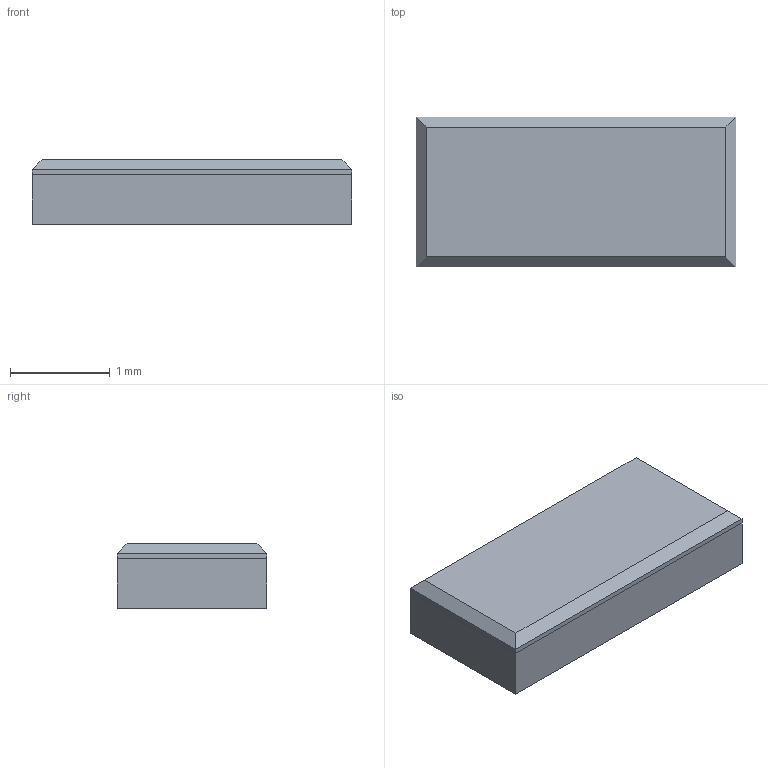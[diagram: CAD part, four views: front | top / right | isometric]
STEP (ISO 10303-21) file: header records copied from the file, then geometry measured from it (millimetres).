
FILE_DESCRIPTION(('FreeCAD Model'),'2;1');
FILE_NAME('Open CASCADE Shape Model','2021-06-03T08:53:25',('Author'),( ''),'Open CASCADE STEP processor 7.5','FreeCAD','Unknown');
FILE_SCHEMA(('AUTOMOTIVE_DESIGN { 1 0 10303 214 1 1 1 1 }'));
Length unit declared in the file: millimetre
Products named in the file (3): Unnamed; base; Chamfer
Assembly tree (2 placements, depth 2):
  Unnamed
    base
    Chamfer
Bounding box: 3.2 x 1.5 x 0.65 mm (x, y, z)
Volume: 3.1 mm3; surface area: 24.7 mm2
Topology: 2 solids, 2 shells, 16 faces, 32 edges, 20 vertices
Faces by surface type: plane 16
Entity records: 887 total; most frequent: CARTESIAN_POINT 135, DIRECTION 134, LINE 96, VECTOR 96, ORIENTED_EDGE 64, PCURVE 64, DEFINITIONAL_REPRESENTATION 64, EDGE_CURVE 32
